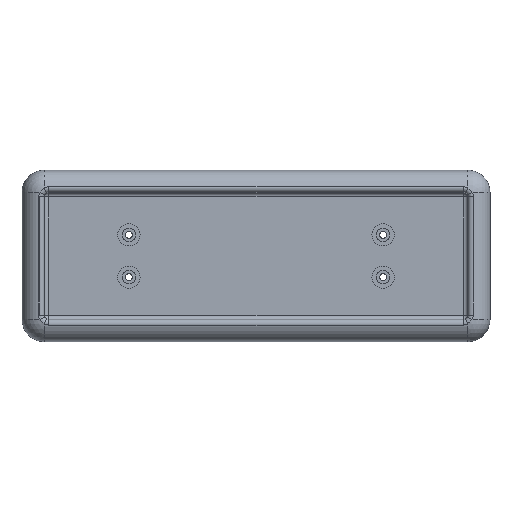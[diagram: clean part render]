
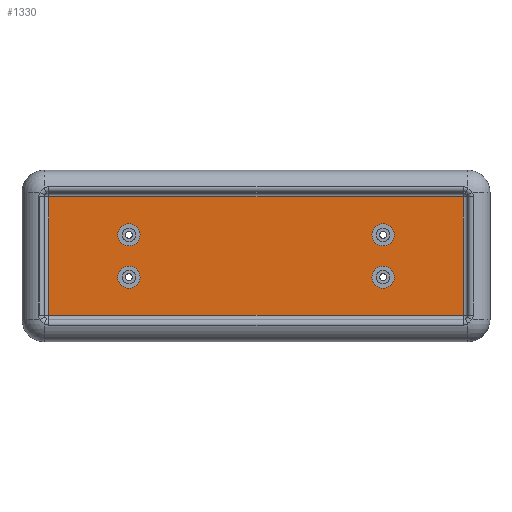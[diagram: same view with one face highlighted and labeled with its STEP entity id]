
A CAD part, top view. The second image highlights one B-rep face of the part: STEP entity #1330.
In plain terms, the highlighted planar face has unit normal (0, 0, 1).
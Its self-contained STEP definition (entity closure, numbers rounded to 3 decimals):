
#9 = CARTESIAN_POINT ( 'NONE',  ( 147.495, 38.357, 3. ) ) ;
#26 = DIRECTION ( 'NONE',  ( 1., 0., 0. ) ) ;
#33 = VERTEX_POINT ( 'NONE', #2418 ) ;
#50 = ORIENTED_EDGE ( 'NONE', *, *, #1881, .T. ) ;
#137 = DIRECTION ( 'NONE',  ( -1., 0., 0. ) ) ;
#171 = CARTESIAN_POINT ( 'NONE',  ( 33.196, 38.357, 3. ) ) ;
#177 = VERTEX_POINT ( 'NONE', #2920 ) ;
#180 = ORIENTED_EDGE ( 'NONE', *, *, #2318, .T. ) ;
#225 = ORIENTED_EDGE ( 'NONE', *, *, #1344, .F. ) ;
#242 = DIRECTION ( 'NONE',  ( 0., 1., 0. ) ) ;
#305 = EDGE_LOOP ( 'NONE', ( #706, #225 ) ) ;
#332 = CARTESIAN_POINT ( 'NONE',  ( 157.495, 38.357, 3. ) ) ;
#370 = CARTESIAN_POINT ( 'NONE',  ( 2.095, 55.407, 3. ) ) ;
#412 = VERTEX_POINT ( 'NONE', #332 ) ;
#415 = DIRECTION ( 'NONE',  ( 1., 0., 0. ) ) ;
#445 = EDGE_CURVE ( 'NONE', #3204, #177, #2694, .T. ) ;
#460 = EDGE_LOOP ( 'NONE', ( #2488, #2009, #180, #50 ) ) ;
#470 = EDGE_CURVE ( 'NONE', #412, #839, #484, .T. ) ;
#484 = CIRCLE ( 'NONE', #3182, 5. ) ;
#525 = VECTOR ( 'NONE', #861, 1000. ) ;
#545 = LINE ( 'NONE', #1589, #525 ) ;
#550 = VERTEX_POINT ( 'NONE', #2927 ) ;
#561 = ORIENTED_EDGE ( 'NONE', *, *, #3414, .F. ) ;
#581 = DIRECTION ( 'NONE',  ( 1., 0., 0. ) ) ;
#653 = AXIS2_PLACEMENT_3D ( 'NONE', #2317, #2553, #1236 ) ;
#662 = CARTESIAN_POINT ( 'NONE',  ( 152.495, 38.357, 3. ) ) ;
#706 = ORIENTED_EDGE ( 'NONE', *, *, #445, .F. ) ;
#727 = DIRECTION ( 'NONE',  ( 0., 0., 1. ) ) ;
#773 = FACE_BOUND ( 'NONE', #2862, .T. ) ;
#789 = FACE_BOUND ( 'NONE', #305, .T. ) ;
#794 = CARTESIAN_POINT ( 'NONE',  ( 188.596, 2.257, 3. ) ) ;
#839 = VERTEX_POINT ( 'NONE', #9 ) ;
#842 = FACE_BOUND ( 'NONE', #2017, .T. ) ;
#861 = DIRECTION ( 'NONE',  ( 1., 0., 0. ) ) ;
#892 = AXIS2_PLACEMENT_3D ( 'NONE', #1479, #1983, #3072 ) ;
#944 = ORIENTED_EDGE ( 'NONE', *, *, #1946, .F. ) ;
#993 = CARTESIAN_POINT ( 'NONE',  ( 43.196, 19.307, 3. ) ) ;
#1018 = DIRECTION ( 'NONE',  ( 1., 0., 0. ) ) ;
#1116 = VERTEX_POINT ( 'NONE', #1753 ) ;
#1131 = CARTESIAN_POINT ( 'NONE',  ( 2.095, 0.257, 3. ) ) ;
#1170 = DIRECTION ( 'NONE',  ( 1., 0., 0. ) ) ;
#1209 = VECTOR ( 'NONE', #137, 1000. ) ;
#1216 = ORIENTED_EDGE ( 'NONE', *, *, #3183, .F. ) ;
#1236 = DIRECTION ( 'NONE',  ( 1., 0., 0. ) ) ;
#1238 = CIRCLE ( 'NONE', #1624, 5. ) ;
#1327 = CARTESIAN_POINT ( 'NONE',  ( 188.596, 55.407, 3. ) ) ;
#1330 = ADVANCED_FACE ( 'NONE', ( #3148, #842, #773, #1892, #789 ), #3186, .T. ) ;
#1344 = EDGE_CURVE ( 'NONE', #177, #3204, #1238, .T. ) ;
#1479 = CARTESIAN_POINT ( 'NONE',  ( 38.196, 19.307, 3. ) ) ;
#1498 = EDGE_CURVE ( 'NONE', #550, #2481, #545, .T. ) ;
#1516 = CARTESIAN_POINT ( 'NONE',  ( 152.495, 19.307, 3. ) ) ;
#1538 = EDGE_LOOP ( 'NONE', ( #1216, #1700 ) ) ;
#1557 = DIRECTION ( 'NONE',  ( 0., 0., 1. ) ) ;
#1589 = CARTESIAN_POINT ( 'NONE',  ( 190.596, 2.257, 3. ) ) ;
#1594 = CIRCLE ( 'NONE', #3365, 5. ) ;
#1624 = AXIS2_PLACEMENT_3D ( 'NONE', #1630, #2386, #26 ) ;
#1630 = CARTESIAN_POINT ( 'NONE',  ( 38.196, 38.357, 3. ) ) ;
#1654 = CARTESIAN_POINT ( 'NONE',  ( 152.495, 19.307, 3. ) ) ;
#1656 = CIRCLE ( 'NONE', #892, 5. ) ;
#1695 = VECTOR ( 'NONE', #3280, 1000. ) ;
#1700 = ORIENTED_EDGE ( 'NONE', *, *, #2977, .F. ) ;
#1728 = CARTESIAN_POINT ( 'NONE',  ( 0.095, 55.407, 3. ) ) ;
#1753 = CARTESIAN_POINT ( 'NONE',  ( 147.495, 19.307, 3. ) ) ;
#1775 = VERTEX_POINT ( 'NONE', #370 ) ;
#1779 = DIRECTION ( 'NONE',  ( 1., 0., 0. ) ) ;
#1802 = AXIS2_PLACEMENT_3D ( 'NONE', #1654, #2198, #1170 ) ;
#1875 = AXIS2_PLACEMENT_3D ( 'NONE', #662, #2001, #2542 ) ;
#1881 = EDGE_CURVE ( 'NONE', #1775, #550, #1924, .T. ) ;
#1892 = FACE_BOUND ( 'NONE', #1538, .T. ) ;
#1924 = LINE ( 'NONE', #1131, #1695 ) ;
#1946 = EDGE_CURVE ( 'NONE', #1116, #3103, #2523, .T. ) ;
#1983 = DIRECTION ( 'NONE',  ( 0., 0., 1. ) ) ;
#2001 = DIRECTION ( 'NONE',  ( 0., 0., 1. ) ) ;
#2007 = VERTEX_POINT ( 'NONE', #993 ) ;
#2009 = ORIENTED_EDGE ( 'NONE', *, *, #2703, .T. ) ;
#2017 = EDGE_LOOP ( 'NONE', ( #944, #561 ) ) ;
#2049 = LINE ( 'NONE', #1728, #1209 ) ;
#2073 = CIRCLE ( 'NONE', #1802, 5. ) ;
#2131 = AXIS2_PLACEMENT_3D ( 'NONE', #1516, #2561, #1779 ) ;
#2176 = DIRECTION ( 'NONE',  ( 0., 0., 1. ) ) ;
#2198 = DIRECTION ( 'NONE',  ( 0., 0., 1. ) ) ;
#2317 = CARTESIAN_POINT ( 'NONE',  ( 38.196, 38.357, 3. ) ) ;
#2318 = EDGE_CURVE ( 'NONE', #2761, #1775, #2049, .T. ) ;
#2386 = DIRECTION ( 'NONE',  ( 0., 0., 1. ) ) ;
#2418 = CARTESIAN_POINT ( 'NONE',  ( 33.196, 19.307, 3. ) ) ;
#2481 = VERTEX_POINT ( 'NONE', #794 ) ;
#2488 = ORIENTED_EDGE ( 'NONE', *, *, #1498, .T. ) ;
#2523 = CIRCLE ( 'NONE', #2131, 5. ) ;
#2542 = DIRECTION ( 'NONE',  ( 1., 0., 0. ) ) ;
#2553 = DIRECTION ( 'NONE',  ( 0., 0., 1. ) ) ;
#2561 = DIRECTION ( 'NONE',  ( 0., 0., 1. ) ) ;
#2677 = AXIS2_PLACEMENT_3D ( 'NONE', #2944, #1557, #581 ) ;
#2678 = ORIENTED_EDGE ( 'NONE', *, *, #3201, .F. ) ;
#2694 = CIRCLE ( 'NONE', #653, 5. ) ;
#2703 = EDGE_CURVE ( 'NONE', #2481, #2761, #3124, .T. ) ;
#2704 = CARTESIAN_POINT ( 'NONE',  ( 38.196, 19.307, 3. ) ) ;
#2761 = VERTEX_POINT ( 'NONE', #1327 ) ;
#2855 = CARTESIAN_POINT ( 'NONE',  ( 188.596, 57.407, 3. ) ) ;
#2862 = EDGE_LOOP ( 'NONE', ( #2678, #2898 ) ) ;
#2898 = ORIENTED_EDGE ( 'NONE', *, *, #470, .F. ) ;
#2920 = CARTESIAN_POINT ( 'NONE',  ( 43.196, 38.357, 3. ) ) ;
#2927 = CARTESIAN_POINT ( 'NONE',  ( 2.095, 2.257, 3. ) ) ;
#2944 = CARTESIAN_POINT ( 'NONE',  ( 0., 0., 3. ) ) ;
#2977 = EDGE_CURVE ( 'NONE', #2007, #33, #1656, .T. ) ;
#3048 = VECTOR ( 'NONE', #242, 1000. ) ;
#3072 = DIRECTION ( 'NONE',  ( 1., 0., 0. ) ) ;
#3103 = VERTEX_POINT ( 'NONE', #3214 ) ;
#3124 = LINE ( 'NONE', #2855, #3048 ) ;
#3140 = CIRCLE ( 'NONE', #1875, 5. ) ;
#3148 = FACE_OUTER_BOUND ( 'NONE', #460, .T. ) ;
#3182 = AXIS2_PLACEMENT_3D ( 'NONE', #3378, #727, #1018 ) ;
#3183 = EDGE_CURVE ( 'NONE', #33, #2007, #1594, .T. ) ;
#3186 = PLANE ( 'NONE',  #2677 ) ;
#3201 = EDGE_CURVE ( 'NONE', #839, #412, #3140, .T. ) ;
#3204 = VERTEX_POINT ( 'NONE', #171 ) ;
#3214 = CARTESIAN_POINT ( 'NONE',  ( 157.496, 19.307, 3. ) ) ;
#3280 = DIRECTION ( 'NONE',  ( 0., -1., 0. ) ) ;
#3365 = AXIS2_PLACEMENT_3D ( 'NONE', #2704, #2176, #415 ) ;
#3378 = CARTESIAN_POINT ( 'NONE',  ( 152.495, 38.357, 3. ) ) ;
#3414 = EDGE_CURVE ( 'NONE', #3103, #1116, #2073, .T. ) ;
